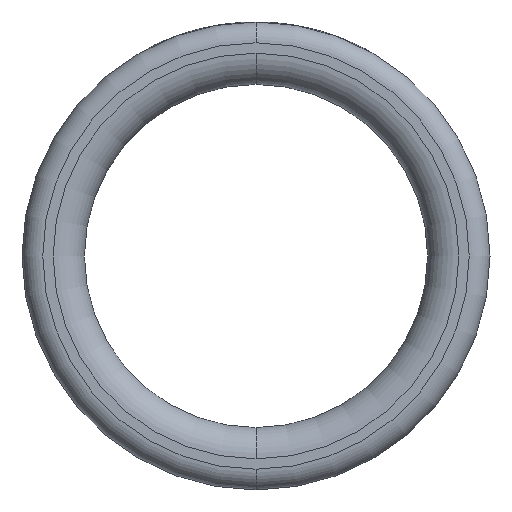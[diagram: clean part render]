
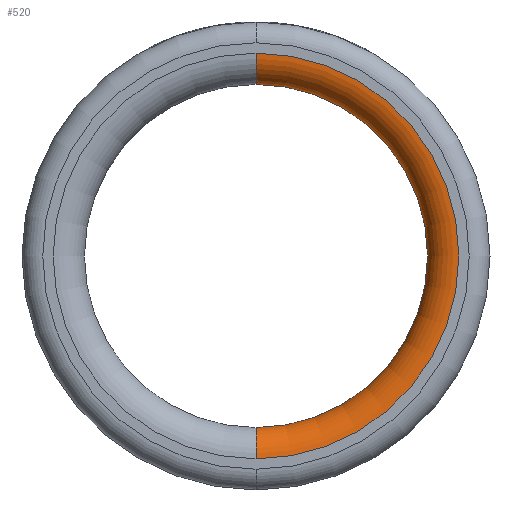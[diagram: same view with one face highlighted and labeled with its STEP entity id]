
A CAD part, front view. The second image highlights one B-rep face of the part: STEP entity #520.
In plain terms, the highlighted toroidal (fillet/blend) face has major radius 19.5 mm and minor radius 3 mm.
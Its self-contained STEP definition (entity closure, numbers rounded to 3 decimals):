
#55 = VERTEX_POINT ( 'NONE', #1813 ) ;
#68 = ORIENTED_EDGE ( 'NONE', *, *, #1664, .T. ) ;
#83 = DIRECTION ( 'NONE',  ( 0., -1., 0. ) ) ;
#130 = CARTESIAN_POINT ( 'NONE',  ( 0., -47.5, 0. ) ) ;
#137 = VERTEX_POINT ( 'NONE', #1519 ) ;
#225 = TOROIDAL_SURFACE ( 'NONE', #269, 19.5, 3. ) ;
#241 = DIRECTION ( 'NONE',  ( -1., 0., 0. ) ) ;
#269 = AXIS2_PLACEMENT_3D ( 'NONE', #2445, #83, #1453 ) ;
#295 = CARTESIAN_POINT ( 'NONE',  ( 0., -44.5, 0. ) ) ;
#470 = DIRECTION ( 'NONE',  ( 0., 0., -1. ) ) ;
#520 = ADVANCED_FACE ( 'NONE', ( #2421 ), #225, .T. ) ;
#533 = AXIS2_PLACEMENT_3D ( 'NONE', #2193, #241, #2405 ) ;
#768 = CIRCLE ( 'NONE', #1899, 3. ) ;
#876 = DIRECTION ( 'NONE',  ( 0., 0., -1. ) ) ;
#922 = CIRCLE ( 'NONE', #1768, 16.5 ) ;
#983 = DIRECTION ( 'NONE',  ( 1., 0., 0. ) ) ;
#1038 = EDGE_CURVE ( 'NONE', #137, #2544, #1541, .T. ) ;
#1134 = AXIS2_PLACEMENT_3D ( 'NONE', #130, #2056, #876 ) ;
#1239 = ORIENTED_EDGE ( 'NONE', *, *, #1038, .F. ) ;
#1444 = EDGE_CURVE ( 'NONE', #2544, #55, #922, .T. ) ;
#1448 = CARTESIAN_POINT ( 'NONE',  ( 0., -47.5, 19.5 ) ) ;
#1453 = DIRECTION ( 'NONE',  ( 0., 0., -1. ) ) ;
#1492 = DIRECTION ( 'NONE',  ( 0., -1., 0. ) ) ;
#1498 = ORIENTED_EDGE ( 'NONE', *, *, #1444, .F. ) ;
#1519 = CARTESIAN_POINT ( 'NONE',  ( 0., -47.5, -19.5 ) ) ;
#1541 = CIRCLE ( 'NONE', #533, 3. ) ;
#1664 = EDGE_CURVE ( 'NONE', #2090, #55, #768, .T. ) ;
#1754 = CIRCLE ( 'NONE', #1134, 19.5 ) ;
#1757 = EDGE_LOOP ( 'NONE', ( #1941, #68, #1498, #1239 ) ) ;
#1768 = AXIS2_PLACEMENT_3D ( 'NONE', #295, #1492, #2257 ) ;
#1780 = CARTESIAN_POINT ( 'NONE',  ( 0., -44.5, 19.5 ) ) ;
#1813 = CARTESIAN_POINT ( 'NONE',  ( 0., -44.5, 16.5 ) ) ;
#1835 = EDGE_CURVE ( 'NONE', #137, #2090, #1754, .T. ) ;
#1899 = AXIS2_PLACEMENT_3D ( 'NONE', #1780, #983, #470 ) ;
#1941 = ORIENTED_EDGE ( 'NONE', *, *, #1835, .T. ) ;
#2056 = DIRECTION ( 'NONE',  ( 0., -1., 0. ) ) ;
#2090 = VERTEX_POINT ( 'NONE', #1448 ) ;
#2193 = CARTESIAN_POINT ( 'NONE',  ( 0., -44.5, -19.5 ) ) ;
#2257 = DIRECTION ( 'NONE',  ( 0., 0., -1. ) ) ;
#2405 = DIRECTION ( 'NONE',  ( 0., 0., 1. ) ) ;
#2421 = FACE_OUTER_BOUND ( 'NONE', #1757, .T. ) ;
#2445 = CARTESIAN_POINT ( 'NONE',  ( 0., -44.5, 0. ) ) ;
#2521 = CARTESIAN_POINT ( 'NONE',  ( 0., -44.5, -16.5 ) ) ;
#2544 = VERTEX_POINT ( 'NONE', #2521 ) ;
